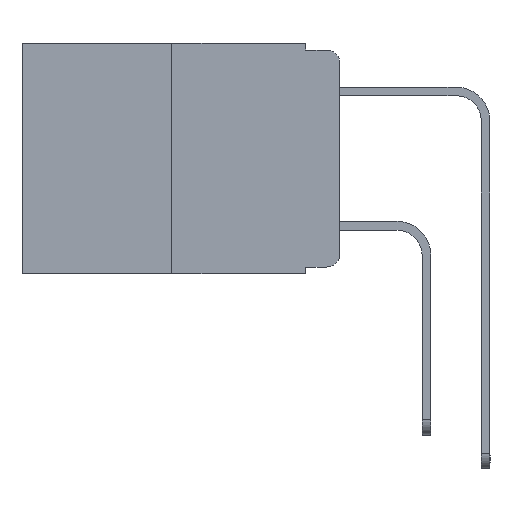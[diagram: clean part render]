
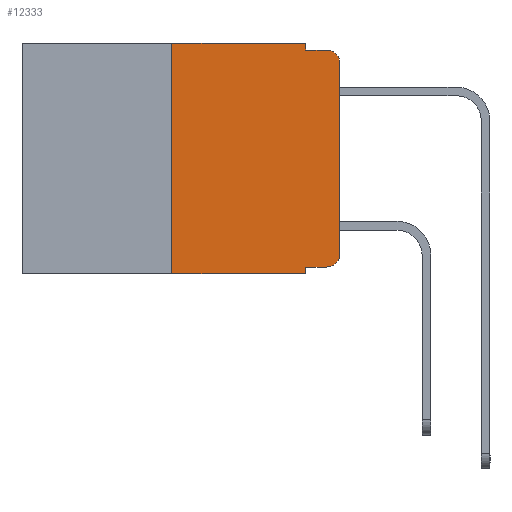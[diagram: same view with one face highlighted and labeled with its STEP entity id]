
A CAD part, left-side view. The second image highlights one B-rep face of the part: STEP entity #12333.
In plain terms, the highlighted planar face has unit normal (-1, 0, 0).
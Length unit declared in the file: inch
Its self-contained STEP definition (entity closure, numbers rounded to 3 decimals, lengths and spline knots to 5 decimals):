
#82 = DIRECTION ( 'NONE',  ( 0., 0., -1. ) ) ;
#333 = VERTEX_POINT ( 'NONE', #2835 ) ;
#358 = CARTESIAN_POINT ( 'NONE',  ( 0., 0.02, -0.313 ) ) ;
#426 = CARTESIAN_POINT ( 'NONE',  ( 0., 0.25, 0. ) ) ;
#538 = CARTESIAN_POINT ( 'NONE',  ( 0., 0.02, -0.03 ) ) ;
#721 = EDGE_CURVE ( 'NONE', #1293, #9033, #10944, .T. ) ;
#1017 = DIRECTION ( 'NONE',  ( 0., -1., 0. ) ) ;
#1043 = CARTESIAN_POINT ( 'NONE',  ( 0., 0.25, 0. ) ) ;
#1232 = CARTESIAN_POINT ( 'NONE',  ( 0., 0.02, -0.01 ) ) ;
#1293 = VERTEX_POINT ( 'NONE', #4610 ) ;
#1465 = CARTESIAN_POINT ( 'NONE',  ( 0., 0.051, -0.343 ) ) ;
#1679 = ORIENTED_EDGE ( 'NONE', *, *, #6370, .T. ) ;
#2040 = VERTEX_POINT ( 'NONE', #10077 ) ;
#2240 = CARTESIAN_POINT ( 'NONE',  ( 0., 0.473, -0.343 ) ) ;
#2250 = ORIENTED_EDGE ( 'NONE', *, *, #7364, .F. ) ;
#2369 = CARTESIAN_POINT ( 'NONE',  ( 0., 0.051, -0.333 ) ) ;
#2835 = CARTESIAN_POINT ( 'NONE',  ( 0., 0.051, -0.01 ) ) ;
#3017 = AXIS2_PLACEMENT_3D ( 'NONE', #538, #6371, #4927 ) ;
#3259 = CARTESIAN_POINT ( 'NONE',  ( 0., 0.02, -0.333 ) ) ;
#3609 = VERTEX_POINT ( 'NONE', #18317 ) ;
#3888 = LINE ( 'NONE', #13986, #8015 ) ;
#4196 = DIRECTION ( 'NONE',  ( 0., 0., -1. ) ) ;
#4435 = ORIENTED_EDGE ( 'NONE', *, *, #8280, .T. ) ;
#4610 = CARTESIAN_POINT ( 'NONE',  ( 0., 0.25, -0.343 ) ) ;
#4927 = DIRECTION ( 'NONE',  ( 0., 0., -1. ) ) ;
#5272 = VERTEX_POINT ( 'NONE', #3259 ) ;
#5421 = EDGE_CURVE ( 'NONE', #17588, #9147, #12136, .T. ) ;
#5458 = LINE ( 'NONE', #5553, #11991 ) ;
#5489 = EDGE_CURVE ( 'NONE', #2040, #3609, #5458, .T. ) ;
#5553 = CARTESIAN_POINT ( 'NONE',  ( 0., 0., 0. ) ) ;
#5652 = CARTESIAN_POINT ( 'NONE',  ( 0., 0.473, 0. ) ) ;
#6018 = DIRECTION ( 'NONE',  ( 1., 0., 0. ) ) ;
#6044 = AXIS2_PLACEMENT_3D ( 'NONE', #358, #6203, #17853 ) ;
#6203 = DIRECTION ( 'NONE',  ( -1., 0., 0. ) ) ;
#6265 = DIRECTION ( 'NONE',  ( 0., 0., 1. ) ) ;
#6370 = EDGE_CURVE ( 'NONE', #7221, #5272, #3888, .T. ) ;
#6371 = DIRECTION ( 'NONE',  ( -1., 0., 0. ) ) ;
#6877 = VECTOR ( 'NONE', #8643, 39.37008 ) ;
#7221 = VERTEX_POINT ( 'NONE', #2369 ) ;
#7237 = VECTOR ( 'NONE', #6265, 39.37008 ) ;
#7326 = VERTEX_POINT ( 'NONE', #1232 ) ;
#7364 = EDGE_CURVE ( 'NONE', #7221, #9033, #12686, .T. ) ;
#7414 = LINE ( 'NONE', #12862, #18608 ) ;
#7452 = FACE_OUTER_BOUND ( 'NONE', #14619, .T. ) ;
#8015 = VECTOR ( 'NONE', #1017, 39.37008 ) ;
#8081 = DIRECTION ( 'NONE',  ( 0., -1., 0. ) ) ;
#8280 = EDGE_CURVE ( 'NONE', #3609, #7326, #18577, .T. ) ;
#8371 = VECTOR ( 'NONE', #4196, 39.37008 ) ;
#8518 = DIRECTION ( 'NONE',  ( 0., 0., 1. ) ) ;
#8643 = DIRECTION ( 'NONE',  ( 0., 0., -1. ) ) ;
#8752 = ORIENTED_EDGE ( 'NONE', *, *, #14340, .T. ) ;
#8798 = ORIENTED_EDGE ( 'NONE', *, *, #5489, .T. ) ;
#9033 = VERTEX_POINT ( 'NONE', #1465 ) ;
#9147 = VERTEX_POINT ( 'NONE', #15191 ) ;
#9522 = ORIENTED_EDGE ( 'NONE', *, *, #11766, .F. ) ;
#9526 = VECTOR ( 'NONE', #13654, 39.37008 ) ;
#10077 = CARTESIAN_POINT ( 'NONE',  ( 0., 0., -0.313 ) ) ;
#10135 = EDGE_CURVE ( 'NONE', #9147, #333, #15998, .T. ) ;
#10179 = ORIENTED_EDGE ( 'NONE', *, *, #10135, .F. ) ;
#10944 = LINE ( 'NONE', #2240, #14475 ) ;
#11766 = EDGE_CURVE ( 'NONE', #1293, #17588, #13501, .T. ) ;
#11823 = AXIS2_PLACEMENT_3D ( 'NONE', #5652, #6018, #82 ) ;
#11874 = ORIENTED_EDGE ( 'NONE', *, *, #5421, .F. ) ;
#11991 = VECTOR ( 'NONE', #8518, 39.37008 ) ;
#12136 = LINE ( 'NONE', #17979, #9526 ) ;
#12333 = ADVANCED_FACE ( 'NONE', ( #7452 ), #14426, .F. ) ;
#12686 = LINE ( 'NONE', #17292, #8371 ) ;
#12862 = CARTESIAN_POINT ( 'NONE',  ( 0., 0.051, -0.01 ) ) ;
#12953 = DIRECTION ( 'NONE',  ( 0., -1., 0. ) ) ;
#13501 = LINE ( 'NONE', #426, #7237 ) ;
#13654 = DIRECTION ( 'NONE',  ( 0., -1., 0. ) ) ;
#13986 = CARTESIAN_POINT ( 'NONE',  ( 0., 0.051, -0.333 ) ) ;
#14263 = CIRCLE ( 'NONE', #6044, 0.02 ) ;
#14340 = EDGE_CURVE ( 'NONE', #5272, #2040, #14263, .T. ) ;
#14426 = PLANE ( 'NONE',  #11823 ) ;
#14475 = VECTOR ( 'NONE', #8081, 39.37008 ) ;
#14619 = EDGE_LOOP ( 'NONE', ( #8798, #4435, #14887, #10179, #11874, #9522, #15253, #2250, #1679, #8752 ) ) ;
#14887 = ORIENTED_EDGE ( 'NONE', *, *, #15952, .F. ) ;
#15191 = CARTESIAN_POINT ( 'NONE',  ( 0., 0.051, 0. ) ) ;
#15253 = ORIENTED_EDGE ( 'NONE', *, *, #721, .T. ) ;
#15952 = EDGE_CURVE ( 'NONE', #333, #7326, #7414, .T. ) ;
#15998 = LINE ( 'NONE', #17065, #6877 ) ;
#17065 = CARTESIAN_POINT ( 'NONE',  ( 0., 0.051, 0. ) ) ;
#17292 = CARTESIAN_POINT ( 'NONE',  ( 0., 0.051, 0. ) ) ;
#17588 = VERTEX_POINT ( 'NONE', #1043 ) ;
#17853 = DIRECTION ( 'NONE',  ( 0., 0., -1. ) ) ;
#17979 = CARTESIAN_POINT ( 'NONE',  ( 0., 0.473, 0. ) ) ;
#18317 = CARTESIAN_POINT ( 'NONE',  ( 0., 0., -0.03 ) ) ;
#18577 = CIRCLE ( 'NONE', #3017, 0.02 ) ;
#18608 = VECTOR ( 'NONE', #12953, 39.37008 ) ;
